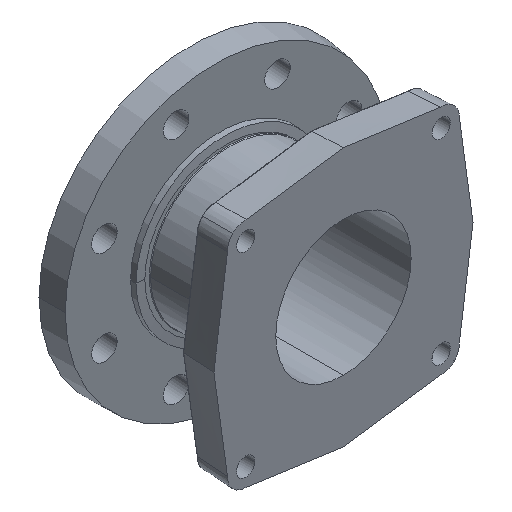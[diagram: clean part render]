
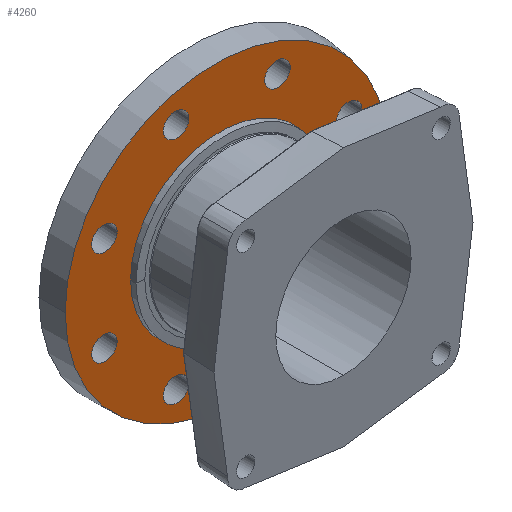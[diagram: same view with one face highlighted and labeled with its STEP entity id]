
A CAD part, isometric view. The second image highlights one B-rep face of the part: STEP entity #4260.
In plain terms, the highlighted planar face has unit normal (-0.07, -0.998, 0).
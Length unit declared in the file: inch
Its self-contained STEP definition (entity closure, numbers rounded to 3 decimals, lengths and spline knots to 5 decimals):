
#57=CARTESIAN_POINT('',(-0.04493,2.59989,0.));
#58=DIRECTION('',(0.07,0.998,0.));
#59=DIRECTION('',(0.998,-0.07,0.));
#60=AXIS2_PLACEMENT_3D('',#57,#58,#59);
#66=CARTESIAN_POINT('',(-0.04493,2.59989,0.));
#67=DIRECTION('',(-0.07,-0.998,0.));
#68=DIRECTION('',(0.998,-0.07,0.));
#69=AXIS2_PLACEMENT_3D('',#66,#67,#68);
#1291=CARTESIAN_POINT('',(-0.04493,2.59989,0.));
#1292=DIRECTION('',(0.07,0.998,0.));
#1293=DIRECTION('',(0.998,-0.07,0.));
#1294=AXIS2_PLACEMENT_3D('',#1291,#1292,#1293);
#1296=CARTESIAN_POINT('',(-0.04493,2.59989,0.));
#1297=DIRECTION('',(-0.07,-0.998,0.));
#1298=DIRECTION('',(0.998,-0.07,0.));
#1299=AXIS2_PLACEMENT_3D('',#1296,#1297,#1298);
#1301=CARTESIAN_POINT('',(1.0134,2.52588,-2.54067));
#1302=DIRECTION('',(0.07,0.998,0.));
#1303=DIRECTION('',(0.998,-0.07,0.));
#1304=AXIS2_PLACEMENT_3D('',#1301,#1302,#1303);
#1306=CARTESIAN_POINT('',(1.0134,2.52588,-2.54067));
#1307=DIRECTION('',(0.07,0.998,0.));
#1308=DIRECTION('',(-0.998,0.07,0.));
#1309=AXIS2_PLACEMENT_3D('',#1306,#1307,#1308);
#1311=CARTESIAN_POINT('',(2.49807,2.42206,-1.05238));
#1312=DIRECTION('',(0.07,0.998,0.));
#1313=DIRECTION('',(0.998,-0.07,0.));
#1314=AXIS2_PLACEMENT_3D('',#1311,#1312,#1313);
#1316=CARTESIAN_POINT('',(2.49807,2.42206,-1.05238));
#1317=DIRECTION('',(0.07,0.998,0.));
#1318=DIRECTION('',(-0.998,0.07,0.));
#1319=AXIS2_PLACEMENT_3D('',#1316,#1317,#1318);
#1321=CARTESIAN_POINT('',(2.49807,2.42206,1.05238));
#1322=DIRECTION('',(0.07,0.998,0.));
#1323=DIRECTION('',(0.998,-0.07,0.));
#1324=AXIS2_PLACEMENT_3D('',#1321,#1322,#1323);
#1326=CARTESIAN_POINT('',(2.49807,2.42206,1.05238));
#1327=DIRECTION('',(0.07,0.998,0.));
#1328=DIRECTION('',(-0.998,0.07,0.));
#1329=AXIS2_PLACEMENT_3D('',#1326,#1327,#1328);
#1331=CARTESIAN_POINT('',(1.0134,2.52588,2.54067));
#1332=DIRECTION('',(0.07,0.998,0.));
#1333=DIRECTION('',(0.998,-0.07,0.));
#1334=AXIS2_PLACEMENT_3D('',#1331,#1332,#1333);
#1336=CARTESIAN_POINT('',(1.0134,2.52588,2.54067));
#1337=DIRECTION('',(0.07,0.998,0.));
#1338=DIRECTION('',(-0.998,0.07,0.));
#1339=AXIS2_PLACEMENT_3D('',#1336,#1337,#1338);
#1341=CARTESIAN_POINT('',(-1.08623,2.6727,2.54067));
#1342=DIRECTION('',(0.07,0.998,0.));
#1343=DIRECTION('',(0.998,-0.07,0.));
#1344=AXIS2_PLACEMENT_3D('',#1341,#1342,#1343);
#1346=CARTESIAN_POINT('',(-1.08623,2.6727,2.54067));
#1347=DIRECTION('',(0.07,0.998,0.));
#1348=DIRECTION('',(-0.998,0.07,0.));
#1349=AXIS2_PLACEMENT_3D('',#1346,#1347,#1348);
#1351=CARTESIAN_POINT('',(-2.57089,2.77652,1.05238));
#1352=DIRECTION('',(0.07,0.998,0.));
#1353=DIRECTION('',(0.998,-0.07,0.));
#1354=AXIS2_PLACEMENT_3D('',#1351,#1352,#1353);
#1356=CARTESIAN_POINT('',(-2.57089,2.77652,1.05238));
#1357=DIRECTION('',(0.07,0.998,0.));
#1358=DIRECTION('',(-0.998,0.07,0.));
#1359=AXIS2_PLACEMENT_3D('',#1356,#1357,#1358);
#1361=CARTESIAN_POINT('',(-2.57089,2.77652,
-1.05238));
#1362=DIRECTION('',(0.07,0.998,0.));
#1363=DIRECTION('',(0.998,-0.07,0.));
#1364=AXIS2_PLACEMENT_3D('',#1361,#1362,#1363);
#1366=CARTESIAN_POINT('',(-2.57089,2.77652,
-1.05238));
#1367=DIRECTION('',(0.07,0.998,0.));
#1368=DIRECTION('',(-0.998,0.07,0.));
#1369=AXIS2_PLACEMENT_3D('',#1366,#1367,#1368);
#1371=CARTESIAN_POINT('',(-1.08623,2.6727,
-2.54067));
#1372=DIRECTION('',(0.07,0.998,0.));
#1373=DIRECTION('',(0.998,-0.07,0.));
#1374=AXIS2_PLACEMENT_3D('',#1371,#1372,#1373);
#1376=CARTESIAN_POINT('',(-1.08623,2.6727,
-2.54067));
#1377=DIRECTION('',(0.07,0.998,0.));
#1378=DIRECTION('',(-0.998,0.07,0.));
#1379=AXIS2_PLACEMENT_3D('',#1376,#1377,#1378);
#1564=CARTESIAN_POINT('',(3.2945,2.36637,0.));
#1566=VERTEX_POINT('',#1564);
#1568=CARTESIAN_POINT('',(-3.38436,2.8334,0.));
#1570=VERTEX_POINT('',#1568);
#1571=CARTESIAN_POINT('',(1.93824,2.46121,0.));
#1572=CARTESIAN_POINT('',(-2.0281,2.73856,0.));
#1573=VERTEX_POINT('',#1571);
#1574=VERTEX_POINT('',#1572);
#1617=CARTESIAN_POINT('',(1.27826,2.50736,-2.54067));
#1618=CARTESIAN_POINT('',(0.74855,2.5444,
-2.54067));
#1619=VERTEX_POINT('',#1617);
#1620=VERTEX_POINT('',#1618);
#1621=CARTESIAN_POINT('',(2.76292,2.40354,-1.05238));
#1622=CARTESIAN_POINT('',(2.23321,2.44058,-1.05238));
#1623=VERTEX_POINT('',#1621);
#1624=VERTEX_POINT('',#1622);
#1625=CARTESIAN_POINT('',(2.76292,2.40354,1.05238));
#1626=CARTESIAN_POINT('',(2.23321,2.44058,1.05238));
#1627=VERTEX_POINT('',#1625);
#1628=VERTEX_POINT('',#1626);
#1629=CARTESIAN_POINT('',(1.27826,2.50736,2.54067));
#1630=CARTESIAN_POINT('',(0.74855,2.5444,2.54067));
#1631=VERTEX_POINT('',#1629);
#1632=VERTEX_POINT('',#1630);
#1633=CARTESIAN_POINT('',(-0.82137,2.65418,
2.54067));
#1634=CARTESIAN_POINT('',(-1.35108,2.69122,2.54067));
#1635=VERTEX_POINT('',#1633);
#1636=VERTEX_POINT('',#1634);
#1637=CARTESIAN_POINT('',(-2.30604,2.758,1.05238));
#1638=CARTESIAN_POINT('',(-2.83574,2.79504,1.05238));
#1639=VERTEX_POINT('',#1637);
#1640=VERTEX_POINT('',#1638);
#1641=CARTESIAN_POINT('',(-2.30604,2.758,
-1.05238));
#1642=CARTESIAN_POINT('',(-2.83574,2.79504,
-1.05238));
#1643=VERTEX_POINT('',#1641);
#1644=VERTEX_POINT('',#1642);
#1645=CARTESIAN_POINT('',(-0.82137,2.65418,
-2.54067));
#1646=CARTESIAN_POINT('',(-1.35108,2.69122,
-2.54067));
#1647=VERTEX_POINT('',#1645);
#1648=VERTEX_POINT('',#1646);
#4199=CARTESIAN_POINT('',(-0.04493,2.59989,0.));
#4200=DIRECTION('',(-0.07,-0.998,0.));
#4201=DIRECTION('',(-0.998,0.07,0.));
#4202=AXIS2_PLACEMENT_3D('',#4199,#4200,#4201);
#4203=PLANE('',#4202);
#4204=ORIENTED_EDGE('',*,*,#4194,.T.);
#4205=ORIENTED_EDGE('',*,*,#4178,.F.);
#4206=EDGE_LOOP('',(#4204,#4205));
#4207=FACE_OUTER_BOUND('',#4206,.F.);
#4208=ORIENTED_EDGE('',*,*,#1921,.T.);
#4209=ORIENTED_EDGE('',*,*,#1906,.F.);
#4210=EDGE_LOOP('',(#4208,#4209));
#4211=FACE_BOUND('',#4210,.F.);
#4213=ORIENTED_EDGE('',*,*,#4212,.F.);
#4215=ORIENTED_EDGE('',*,*,#4214,.F.);
#4216=EDGE_LOOP('',(#4213,#4215));
#4217=FACE_BOUND('',#4216,.F.);
#4219=ORIENTED_EDGE('',*,*,#4218,.F.);
#4221=ORIENTED_EDGE('',*,*,#4220,.F.);
#4222=EDGE_LOOP('',(#4219,#4221));
#4223=FACE_BOUND('',#4222,.F.);
#4225=ORIENTED_EDGE('',*,*,#4224,.F.);
#4227=ORIENTED_EDGE('',*,*,#4226,.F.);
#4228=EDGE_LOOP('',(#4225,#4227));
#4229=FACE_BOUND('',#4228,.F.);
#4231=ORIENTED_EDGE('',*,*,#4230,.F.);
#4233=ORIENTED_EDGE('',*,*,#4232,.F.);
#4234=EDGE_LOOP('',(#4231,#4233));
#4235=FACE_BOUND('',#4234,.F.);
#4237=ORIENTED_EDGE('',*,*,#4236,.F.);
#4239=ORIENTED_EDGE('',*,*,#4238,.F.);
#4240=EDGE_LOOP('',(#4237,#4239));
#4241=FACE_BOUND('',#4240,.F.);
#4243=ORIENTED_EDGE('',*,*,#4242,.F.);
#4245=ORIENTED_EDGE('',*,*,#4244,.F.);
#4246=EDGE_LOOP('',(#4243,#4245));
#4247=FACE_BOUND('',#4246,.F.);
#4249=ORIENTED_EDGE('',*,*,#4248,.F.);
#4251=ORIENTED_EDGE('',*,*,#4250,.F.);
#4252=EDGE_LOOP('',(#4249,#4251));
#4253=FACE_BOUND('',#4252,.F.);
#4255=ORIENTED_EDGE('',*,*,#4254,.F.);
#4257=ORIENTED_EDGE('',*,*,#4256,.F.);
#4258=EDGE_LOOP('',(#4255,#4257));
#4259=FACE_BOUND('',#4258,.F.);
#61=CIRCLE('',#60,1.98801);
#70=CIRCLE('',#69,1.98801);
#1295=CIRCLE('',#1294,3.34758);
#1300=CIRCLE('',#1299,3.34758);
#1305=CIRCLE('',#1304,0.2655);
#1310=CIRCLE('',#1309,0.2655);
#1315=CIRCLE('',#1314,0.2655);
#1320=CIRCLE('',#1319,0.2655);
#1325=CIRCLE('',#1324,0.2655);
#1330=CIRCLE('',#1329,0.2655);
#1335=CIRCLE('',#1334,0.2655);
#1340=CIRCLE('',#1339,0.2655);
#1345=CIRCLE('',#1344,0.2655);
#1350=CIRCLE('',#1349,0.2655);
#1355=CIRCLE('',#1354,0.2655);
#1360=CIRCLE('',#1359,0.2655);
#1365=CIRCLE('',#1364,0.2655);
#1370=CIRCLE('',#1369,0.2655);
#1375=CIRCLE('',#1374,0.2655);
#1380=CIRCLE('',#1379,0.2655);
#1906=EDGE_CURVE('',#1573,#1574,#61,.T.);
#1921=EDGE_CURVE('',#1573,#1574,#70,.T.);
#4178=EDGE_CURVE('',#1566,#1570,#1300,.T.);
#4194=EDGE_CURVE('',#1566,#1570,#1295,.T.);
#4212=EDGE_CURVE('',#1619,#1620,#1305,.T.);
#4214=EDGE_CURVE('',#1620,#1619,#1310,.T.);
#4218=EDGE_CURVE('',#1623,#1624,#1315,.T.);
#4220=EDGE_CURVE('',#1624,#1623,#1320,.T.);
#4224=EDGE_CURVE('',#1627,#1628,#1325,.T.);
#4226=EDGE_CURVE('',#1628,#1627,#1330,.T.);
#4230=EDGE_CURVE('',#1631,#1632,#1335,.T.);
#4232=EDGE_CURVE('',#1632,#1631,#1340,.T.);
#4236=EDGE_CURVE('',#1635,#1636,#1345,.T.);
#4238=EDGE_CURVE('',#1636,#1635,#1350,.T.);
#4242=EDGE_CURVE('',#1639,#1640,#1355,.T.);
#4244=EDGE_CURVE('',#1640,#1639,#1360,.T.);
#4248=EDGE_CURVE('',#1643,#1644,#1365,.T.);
#4250=EDGE_CURVE('',#1644,#1643,#1370,.T.);
#4254=EDGE_CURVE('',#1647,#1648,#1375,.T.);
#4256=EDGE_CURVE('',#1648,#1647,#1380,.T.);
#4260=ADVANCED_FACE('',(#4207,#4211,#4217,#4223,#4229,#4235,#4241,#4247,#4253,
#4259),#4203,.T.);
